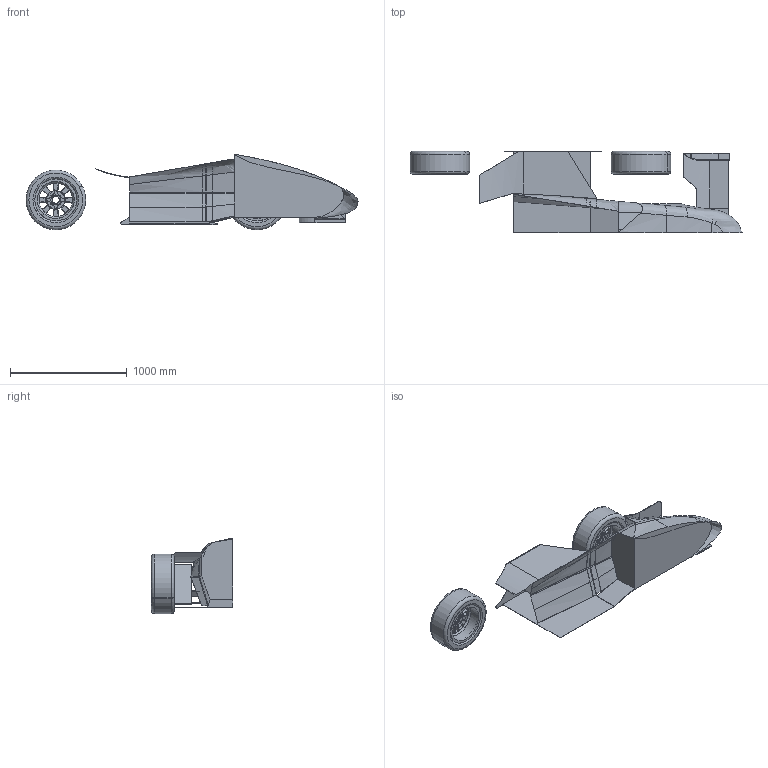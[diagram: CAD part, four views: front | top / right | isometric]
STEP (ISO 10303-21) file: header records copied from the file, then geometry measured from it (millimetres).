
FILE_DESCRIPTION(('CATIA V5 STEP Exchange'),'2;1');
FILE_NAME('2018 radiator analysis.stp','2018-02-08T14:25:15+00:00',('none'),('none'),'CATIA Version 5 Release 17 (IN-10)','CATIA V5 STEP AP203','none');
FILE_SCHEMA(('CONFIG_CONTROL_DESIGN'));
Length unit declared in the file: millimetre
Products named in the file (4): Product1; AssyTsutsui2018; Product9; F-wing
Assembly tree (16 placements, depth 3):
  Product1
    #56
    AssyTsutsui2018
      Product9
      #258  x2
    #11356
    #12401
    #16992
    #24678
    F-wing
      #25812
      #26185
      #26865
      #27415
    #27812
    #27835
Bounding box: 2839.82 x 700 x 645.08 mm (x, y, z)
Volume: 104868252.3 mm3; surface area: 9487793.2 mm2
Topology: 12 solids, 15 shells, 879 faces, 2242 edges, 1428 vertices
Faces by surface type: cylinder 313, plane 293, torus 116, bspline 113, cone 36, extrusion 8
Entity records: 27970 total; most frequent: CARTESIAN_POINT 15859, ORIENTED_EDGE 2718, DIRECTION 1811, EDGE_CURVE 1371, VERTEX_POINT 855, AXIS2_PLACEMENT_3D 829, VECTOR 609, LINE 601
